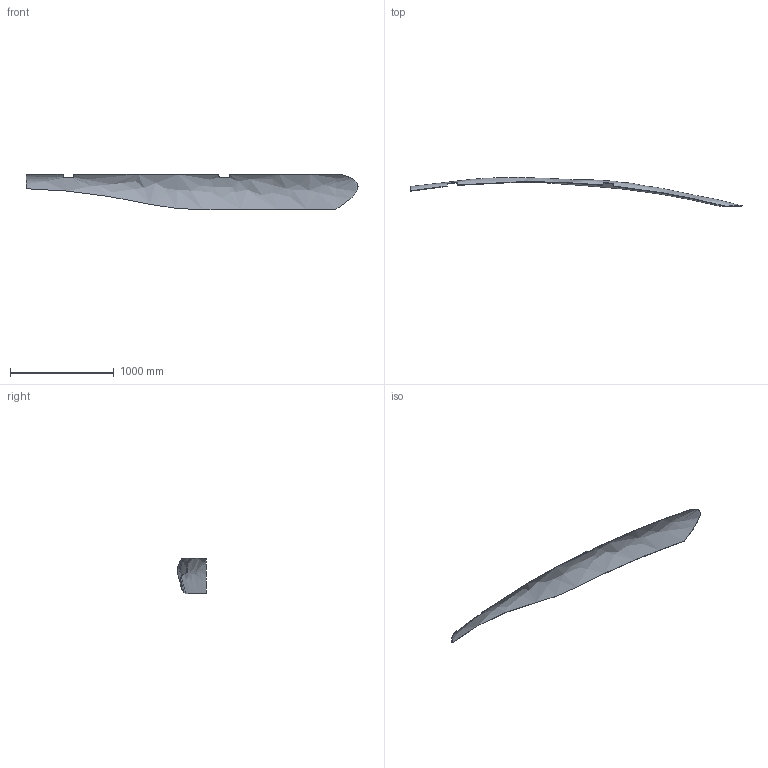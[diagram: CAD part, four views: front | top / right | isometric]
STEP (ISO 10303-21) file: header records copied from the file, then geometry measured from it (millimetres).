
FILE_DESCRIPTION (( 'STEP AP203' ), '1' );
FILE_NAME ('Teil1^test-Siloblech.STEP', '2025-09-10T06:26:45', ( '' ), ( '' ), 'SwSTEP 2.0', 'SolidWorks 2025', '' );
FILE_SCHEMA (( 'CONFIG_CONTROL_DESIGN' ));
Length unit declared in the file: millimetre
Products named in the file (1): Teil1^test-Siloblech
Bounding box: 3197.47 x 280.03 x 341.95 mm (x, y, z)
Volume: 3510073.9 mm3; surface area: 1884877.9 mm2
Topology: 1 solids, 1 shells, 21 faces, 57 edges, 38 vertices
Faces by surface type: bspline 21
Entity records: 4418 total; most frequent: CARTESIAN_POINT 3950, ORIENTED_EDGE 114, EDGE_CURVE 57, VERTEX_POINT 38, B_SPLINE_CURVE_WITH_KNOTS 36, FACE_OUTER_BOUND 21, ADVANCED_FACE 21, EDGE_LOOP 21
